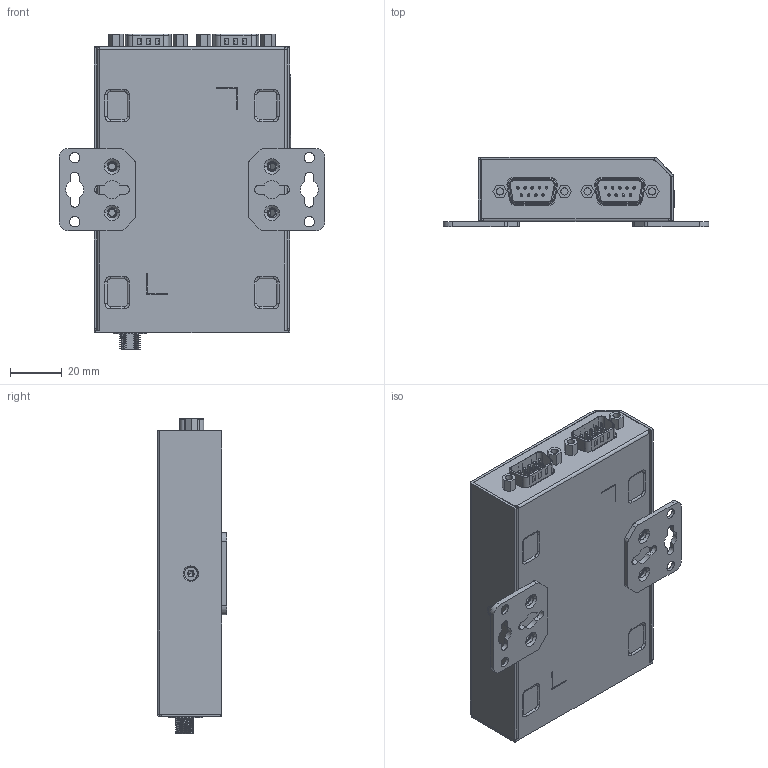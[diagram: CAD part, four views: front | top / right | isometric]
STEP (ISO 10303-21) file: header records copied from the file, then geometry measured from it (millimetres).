
FILE_DESCRIPTION((''),'2;1');
FILE_NAME('00_NPORT_6250E_ASSY_WM','2024-08-02T10:13:57',('RositaCY_Yu'),('PTC'),'CREO PARAMETRIC BY PTC INC, 2023294','CREO PARAMETRIC BY PTC INC, 2023294','');
FILE_SCHEMA(('AUTOMOTIVE_DESIGN { 1 0 10303 214 1 1 1 1 }'));
Products named in the file (1): 00_NPORT_6250E_ASSY_WM
Bounding box: 103 x 27.13 x 122.4 mm (x, y, z)
Volume: 36078.8 mm3; surface area: 74955.3 mm2
Topology: 9 solids, 26 shells, 5203 faces, 14477 edges, 9163 vertices
Faces by surface type: plane 3270, cylinder 1380, bspline 174, torus 114, cone 106, extrusion 80, sphere 75, revolution 4
Entity records: 205064 total; most frequent: CARTESIAN_POINT 60598, ORIENTED_EDGE 28594, DIRECTION 25486, EDGE_CURVE 14363, VECTOR 10485, LINE 10405, VERTEX_POINT 9159, AXIS2_PLACEMENT_3D 7497
